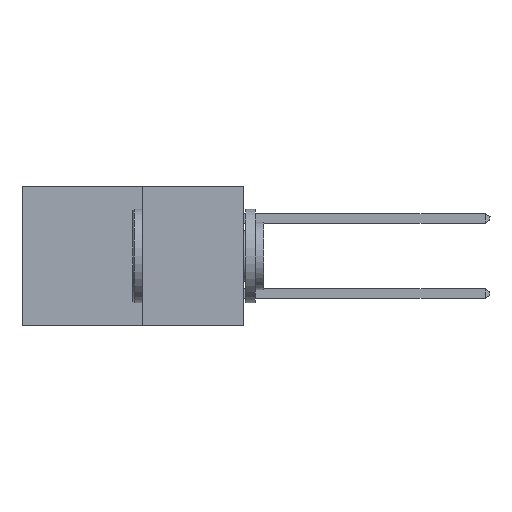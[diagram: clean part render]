
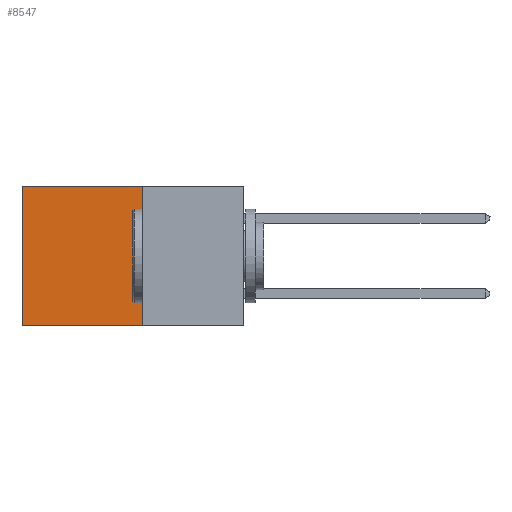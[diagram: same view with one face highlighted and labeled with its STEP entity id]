
A CAD part, left-side view. The second image highlights one B-rep face of the part: STEP entity #8547.
In plain terms, the highlighted planar face has unit normal (-1, 0, 0).
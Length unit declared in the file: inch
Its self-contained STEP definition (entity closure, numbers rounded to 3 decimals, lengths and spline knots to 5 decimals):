
#74 = EDGE_LOOP ( 'NONE', ( #799, #7237, #3262, #3138 ) ) ;
#751 = CARTESIAN_POINT ( 'NONE',  ( 0.277, 0.59, -0.37 ) ) ;
#763 = DIRECTION ( 'NONE',  ( 0., 0., -1. ) ) ;
#799 = ORIENTED_EDGE ( 'NONE', *, *, #5843, .T. ) ;
#838 = VERTEX_POINT ( 'NONE', #3586 ) ;
#863 = CARTESIAN_POINT ( 'NONE',  ( 0.277, 0.27, -0.37 ) ) ;
#1251 = FACE_OUTER_BOUND ( 'NONE', #74, .T. ) ;
#1523 = VECTOR ( 'NONE', #1940, 39.37008 ) ;
#1530 = VERTEX_POINT ( 'NONE', #751 ) ;
#1678 = DIRECTION ( 'NONE',  ( 1., 0., 0. ) ) ;
#1940 = DIRECTION ( 'NONE',  ( 0., 1., 0. ) ) ;
#3009 = VECTOR ( 'NONE', #9270, 39.37008 ) ;
#3128 = VECTOR ( 'NONE', #6660, 39.37008 ) ;
#3138 = ORIENTED_EDGE ( 'NONE', *, *, #6719, .T. ) ;
#3262 = ORIENTED_EDGE ( 'NONE', *, *, #7987, .F. ) ;
#3549 = CARTESIAN_POINT ( 'NONE',  ( 0.277, 0.59, -0.37 ) ) ;
#3586 = CARTESIAN_POINT ( 'NONE',  ( 0.277, 0.27, -0.37 ) ) ;
#4035 = LINE ( 'NONE', #6767, #6175 ) ;
#4974 = LINE ( 'NONE', #3549, #3009 ) ;
#5084 = LINE ( 'NONE', #5951, #3128 ) ;
#5419 = PLANE ( 'NONE',  #7406 ) ;
#5476 = CARTESIAN_POINT ( 'NONE',  ( 0.277, 0.27, 0. ) ) ;
#5843 = EDGE_CURVE ( 'NONE', #7155, #1530, #4974, .T. ) ;
#5951 = CARTESIAN_POINT ( 'NONE',  ( 0.277, 0.27, 0. ) ) ;
#6175 = VECTOR ( 'NONE', #763, 39.37008 ) ;
#6282 = VERTEX_POINT ( 'NONE', #5476 ) ;
#6660 = DIRECTION ( 'NONE',  ( 0., 1., 0. ) ) ;
#6719 = EDGE_CURVE ( 'NONE', #6282, #7155, #5084, .T. ) ;
#6767 = CARTESIAN_POINT ( 'NONE',  ( 0.277, 0.27, -0.37 ) ) ;
#6864 = DIRECTION ( 'NONE',  ( 0., 0., -1. ) ) ;
#7133 = EDGE_CURVE ( 'NONE', #838, #1530, #7434, .T. ) ;
#7155 = VERTEX_POINT ( 'NONE', #7841 ) ;
#7237 = ORIENTED_EDGE ( 'NONE', *, *, #7133, .F. ) ;
#7406 = AXIS2_PLACEMENT_3D ( 'NONE', #863, #1678, #6864 ) ;
#7434 = LINE ( 'NONE', #9187, #1523 ) ;
#7841 = CARTESIAN_POINT ( 'NONE',  ( 0.277, 0.59, 0. ) ) ;
#7987 = EDGE_CURVE ( 'NONE', #6282, #838, #4035, .T. ) ;
#8547 = ADVANCED_FACE ( 'NONE', ( #1251 ), #5419, .F. ) ;
#9187 = CARTESIAN_POINT ( 'NONE',  ( 0.277, 0.27, -0.37 ) ) ;
#9270 = DIRECTION ( 'NONE',  ( 0., 0., -1. ) ) ;
